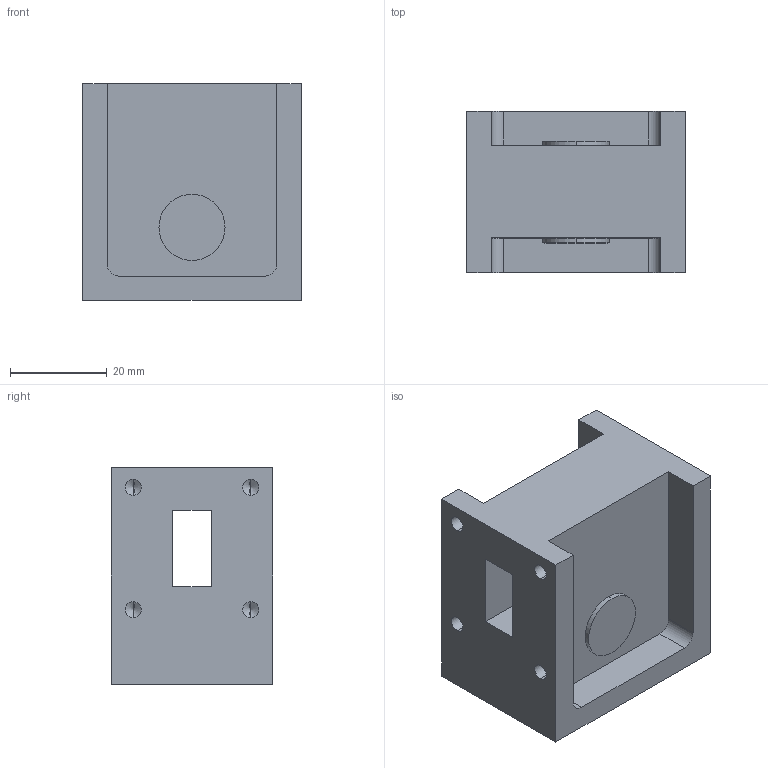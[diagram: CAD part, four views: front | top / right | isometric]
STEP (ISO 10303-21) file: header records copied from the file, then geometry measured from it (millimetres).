
FILE_DESCRIPTION (( 'STEP AP214' ), '1' );
FILE_NAME ('FM-W62CR001_3D.step', '2023-03-08T20:48:19', ( '' ), ( '' ), 'SwSTEP 2.0', 'SolidWorks 2022', '' );
FILE_SCHEMA (( 'AUTOMOTIVE_DESIGN' ));
Length unit declared in the file: inch
Products named in the file (1): FM-W62CR001_3D
Bounding box: 45 x 33.3 x 44.7 mm (x, y, z)
Volume: 38860.4 mm3; surface area: 14268 mm2
Topology: 1 solids, 1 shells, 79 faces, 204 edges, 116 vertices
Faces by surface type: cylinder 32, cone 24, plane 23
Entity records: 2582 total; most frequent: DIRECTION 404, CARTESIAN_POINT 376, ORIENTED_EDGE 360, EDGE_CURVE 180, AXIS2_PLACEMENT_3D 144, VERTEX_POINT 116, LINE 116, VECTOR 116
